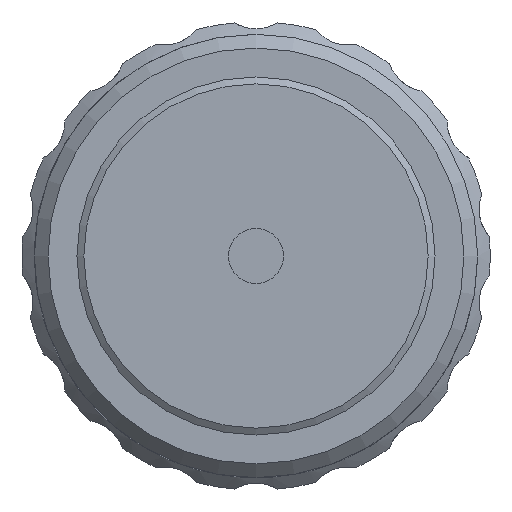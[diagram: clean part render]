
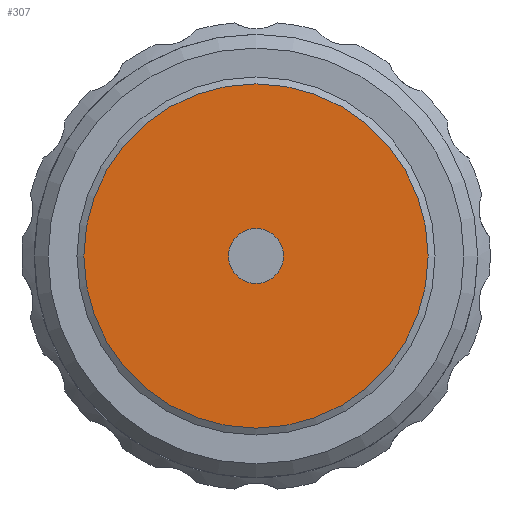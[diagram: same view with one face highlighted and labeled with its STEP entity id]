
A CAD part, left-side view. The second image highlights one B-rep face of the part: STEP entity #307.
In plain terms, the highlighted planar face has unit normal (-1, 0, 0).
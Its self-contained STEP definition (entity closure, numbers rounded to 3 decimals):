
#230 = VERTEX_POINT ( 'NONE', #704 ) ;
#237 = FACE_OUTER_BOUND ( 'NONE', #1784, .T. ) ;
#307 = ADVANCED_FACE ( 'NONE', ( #237, #862 ), #1851, .T. ) ;
#362 = CARTESIAN_POINT ( 'NONE',  ( -9.553, 46.021, 12.5 ) ) ;
#366 = ORIENTED_EDGE ( 'NONE', *, *, #810, .F. ) ;
#379 = AXIS2_PLACEMENT_3D ( 'NONE', #615, #1268, #1294 ) ;
#565 = CARTESIAN_POINT ( 'NONE',  ( -9.553, 57.871, 0. ) ) ;
#615 = CARTESIAN_POINT ( 'NONE',  ( -9.553, 46.021, 0. ) ) ;
#677 = VERTEX_POINT ( 'NONE', #362 ) ;
#682 = EDGE_LOOP ( 'NONE', ( #1761 ) ) ;
#704 = CARTESIAN_POINT ( 'NONE',  ( -9.553, 46.021, 2. ) ) ;
#810 = EDGE_CURVE ( 'NONE', #677, #677, #1017, .T. ) ;
#862 = FACE_BOUND ( 'NONE', #682, .T. ) ;
#1017 = CIRCLE ( 'NONE', #379, 12.5 ) ;
#1174 = DIRECTION ( 'NONE',  ( -1., 0., 0. ) ) ;
#1211 = DIRECTION ( 'NONE',  ( 0., 0., 1. ) ) ;
#1268 = DIRECTION ( 'NONE',  ( 1., 0., 0. ) ) ;
#1294 = DIRECTION ( 'NONE',  ( 0., 0., 1. ) ) ;
#1393 = DIRECTION ( 'NONE',  ( 1., 0., 0. ) ) ;
#1476 = EDGE_CURVE ( 'NONE', #230, #230, #1572, .T. ) ;
#1572 = CIRCLE ( 'NONE', #2051, 2. ) ;
#1761 = ORIENTED_EDGE ( 'NONE', *, *, #1476, .T. ) ;
#1784 = EDGE_LOOP ( 'NONE', ( #366 ) ) ;
#1846 = CARTESIAN_POINT ( 'NONE',  ( -9.553, 46.021, 0. ) ) ;
#1851 = PLANE ( 'NONE',  #1853 ) ;
#1853 = AXIS2_PLACEMENT_3D ( 'NONE', #565, #1174, #1211 ) ;
#1872 = DIRECTION ( 'NONE',  ( 0., 0., 1. ) ) ;
#2051 = AXIS2_PLACEMENT_3D ( 'NONE', #1846, #1393, #1872 ) ;
